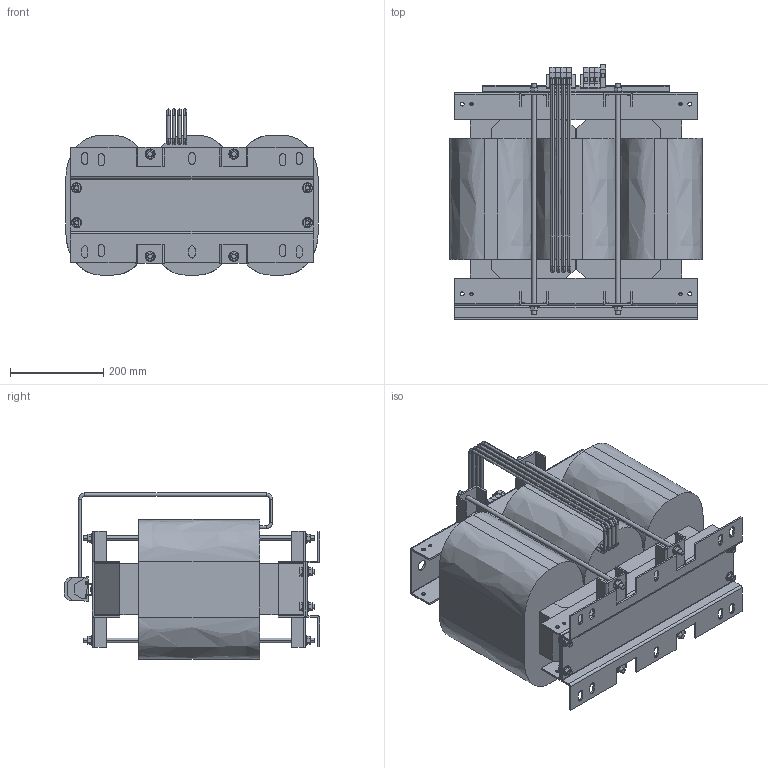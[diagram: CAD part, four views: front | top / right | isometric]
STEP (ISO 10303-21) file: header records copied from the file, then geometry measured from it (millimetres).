
FILE_DESCRIPTION (( 'STEP AP214' ), '1' );
FILE_NAME ('210655.STEP', '2023-03-31T08:40:13', ( '' ), ( '' ), 'SwSTEP 2.0', 'SolidWorks 2018', '' );
FILE_SCHEMA (( 'AUTOMOTIVE_DESIGN' ));
Length unit declared in the file: millimetre
Products named in the file (1): 210655
Bounding box: 542 x 548.3 x 356.85 mm (x, y, z)
Volume: 48256187.2 mm3; surface area: 1867527 mm2
Topology: 1 solids, 1 shells, 1339 faces, 3453 edges, 2147 vertices
Faces by surface type: plane 965, cylinder 282, torus 48, cone 32, bspline 12
Entity records: 40714 total; most frequent: CARTESIAN_POINT 7747, ORIENTED_EDGE 6906, DIRECTION 6672, EDGE_CURVE 3453, VECTOR 2648, LINE 2648, VERTEX_POINT 2147, AXIS2_PLACEMENT_3D 2012
